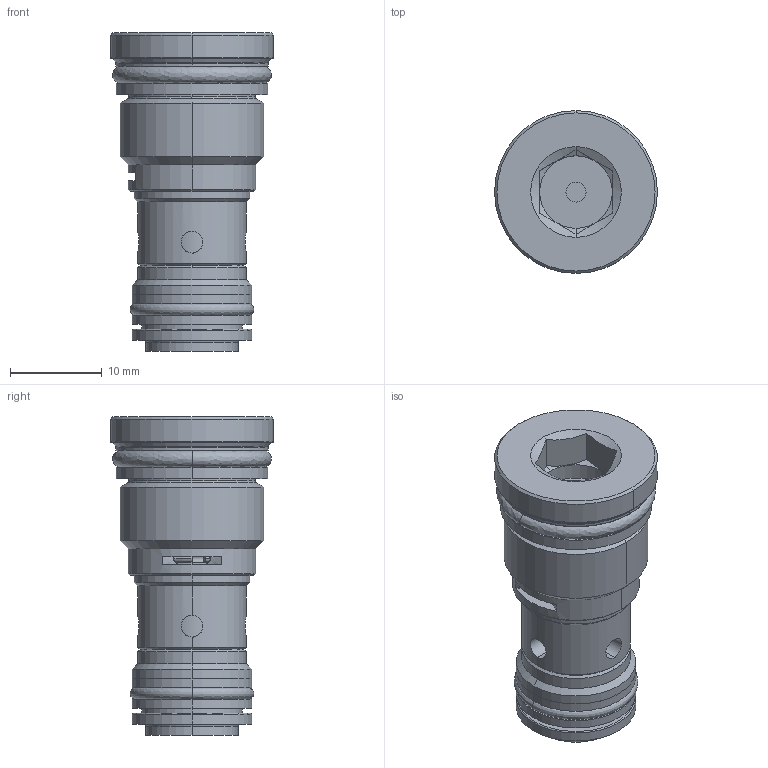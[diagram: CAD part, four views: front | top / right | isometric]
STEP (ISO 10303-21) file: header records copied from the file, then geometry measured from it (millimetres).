
FILE_DESCRIPTION((''),'2;1');
FILE_NAME('CSANXXN_SW','2023-11-15T17:02:09',('SigMax'),(''),'CREO PARAMETRIC BY PTC INC, 2021072','CREO PARAMETRIC BY PTC INC, 2021072','');
FILE_SCHEMA(('AUTOMOTIVE_DESIGN { 1 0 10303 214 1 1 1 1 }'));
Length unit declared in the file: inch
Products named in the file (1): CSANXXN_SW
Bounding box: 17.78 x 17.78 x 34.77 mm (x, y, z)
Volume: 4721.9 mm3; surface area: 3947.2 mm2
Topology: 2 solids, 3 shells, 182 faces, 407 edges, 248 vertices
Faces by surface type: cylinder 79, plane 34, torus 32, cone 31, revolution 6
Entity records: 7418 total; most frequent: CARTESIAN_POINT 1791, DIRECTION 932, ORIENTED_EDGE 814, AXIS2_PLACEMENT_3D 407, EDGE_CURVE 407, VERTEX_POINT 248, CIRCLE 231, EDGE_LOOP 207
